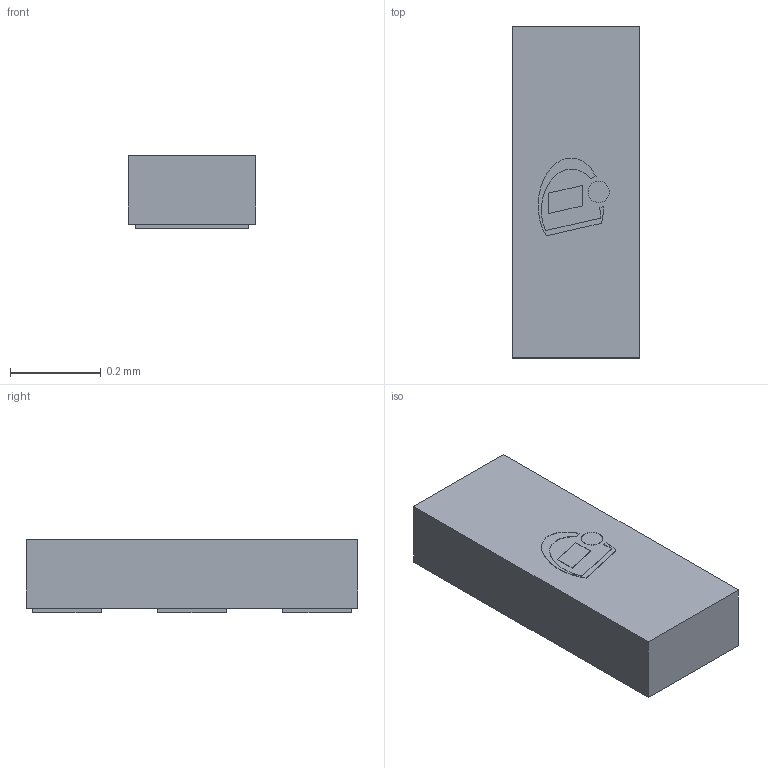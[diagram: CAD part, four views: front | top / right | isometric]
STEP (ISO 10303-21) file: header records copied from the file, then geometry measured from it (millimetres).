
FILE_DESCRIPTION(/* description */ (''),/* implementation_level */ '2;1');
FILE_NAME(/* name */ 'SG-WLL-3-2_Z8B00205751_V02_3D.stp',/* time_stamp */ '2022-02-09T10:43:05+05:00',/* author */ ('janartha'),/* organization */ (''),/* preprocessor_version */ 'ST-DEVELOPER v16.13',/* originating_system */ 'AutoCAD Mechanical',/* authorisation */ '');
FILE_SCHEMA (('AUTOMOTIVE_DESIGN { 1 0 10303 214 3 1 1 }'));
Length unit declared in the file: millimetre
Products named in the file (1): Product
Bounding box: 0.28 x 0.73 x 0.16 mm (x, y, z)
Volume: 0 mm3; surface area: 1 mm2
Topology: 7 solids, 7 shells, 46 faces, 96 edges, 64 vertices
Faces by surface type: plane 41, cylinder 3, bspline 2
Full cylindrical faces by diameter (mm): 0.047 x1
Entity records: 1268 total; most frequent: CARTESIAN_POINT 260, ORIENTED_EDGE 190, DIRECTION 187, EDGE_CURVE 95, LINE 85, VECTOR 85, VERTEX_POINT 64, AXIS2_PLACEMENT_3D 51
